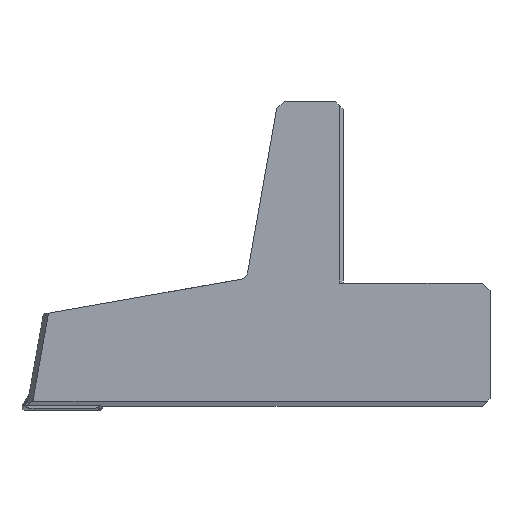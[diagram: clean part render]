
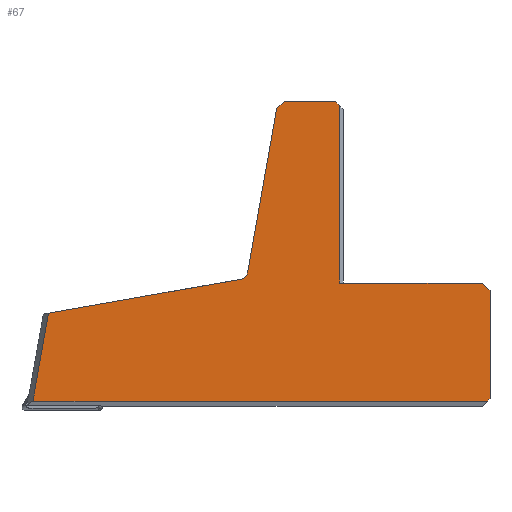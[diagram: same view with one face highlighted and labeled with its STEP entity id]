
A CAD part, front view. The second image highlights one B-rep face of the part: STEP entity #67.
In plain terms, the highlighted planar face has unit normal (0, -1, 0).
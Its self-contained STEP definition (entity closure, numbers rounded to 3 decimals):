
#60=CIRCLE('',#717,1.);
#67=ADVANCED_FACE('',(#132),#102,.F.);
#102=PLANE('',#718);
#132=FACE_OUTER_BOUND('',#167,.T.);
#167=EDGE_LOOP('',(#223,#224,#225,#226,#227,#228,#229,#230,#231,#232,#233,
#234,#235));
#223=ORIENTED_EDGE('',*,*,#456,.F.);
#224=ORIENTED_EDGE('',*,*,#457,.F.);
#225=ORIENTED_EDGE('',*,*,#458,.F.);
#226=ORIENTED_EDGE('',*,*,#459,.T.);
#227=ORIENTED_EDGE('',*,*,#460,.F.);
#228=ORIENTED_EDGE('',*,*,#461,.T.);
#229=ORIENTED_EDGE('',*,*,#445,.F.);
#230=ORIENTED_EDGE('',*,*,#442,.F.);
#231=ORIENTED_EDGE('',*,*,#462,.F.);
#232=ORIENTED_EDGE('',*,*,#463,.F.);
#233=ORIENTED_EDGE('',*,*,#464,.F.);
#234=ORIENTED_EDGE('',*,*,#465,.T.);
#235=ORIENTED_EDGE('',*,*,#466,.F.);
#383=VERTEX_POINT('',#951);
#384=VERTEX_POINT('',#953);
#386=VERTEX_POINT('',#959);
#393=VERTEX_POINT('',#981);
#394=VERTEX_POINT('',#982);
#395=VERTEX_POINT('',#984);
#396=VERTEX_POINT('',#986);
#397=VERTEX_POINT('',#988);
#398=VERTEX_POINT('',#990);
#399=VERTEX_POINT('',#993);
#400=VERTEX_POINT('',#995);
#401=VERTEX_POINT('',#997);
#402=VERTEX_POINT('',#999);
#442=EDGE_CURVE('',#383,#384,#532,.T.);
#445=EDGE_CURVE('',#384,#386,#535,.T.);
#456=EDGE_CURVE('',#393,#394,#546,.T.);
#457=EDGE_CURVE('',#395,#393,#547,.T.);
#458=EDGE_CURVE('',#396,#395,#548,.T.);
#459=EDGE_CURVE('',#396,#397,#549,.T.);
#460=EDGE_CURVE('',#398,#397,#60,.T.);
#461=EDGE_CURVE('',#398,#386,#550,.T.);
#462=EDGE_CURVE('',#399,#383,#551,.T.);
#463=EDGE_CURVE('',#400,#399,#552,.T.);
#464=EDGE_CURVE('',#401,#400,#553,.T.);
#465=EDGE_CURVE('',#401,#402,#554,.T.);
#466=EDGE_CURVE('',#394,#402,#555,.T.);
#532=LINE('',#952,#612);
#535=LINE('',#958,#615);
#546=LINE('',#980,#626);
#547=LINE('',#983,#627);
#548=LINE('',#985,#628);
#549=LINE('',#987,#629);
#550=LINE('',#991,#630);
#551=LINE('',#992,#631);
#552=LINE('',#994,#632);
#553=LINE('',#996,#633);
#554=LINE('',#998,#634);
#555=LINE('',#1000,#635);
#612=VECTOR('',#771,1.);
#615=VECTOR('',#776,1.);
#626=VECTOR('',#795,1.);
#627=VECTOR('',#796,1.);
#628=VECTOR('',#797,1.);
#629=VECTOR('',#798,1.);
#630=VECTOR('',#801,1.);
#631=VECTOR('',#802,1.);
#632=VECTOR('',#803,1.);
#633=VECTOR('',#804,1.);
#634=VECTOR('',#805,1.);
#635=VECTOR('',#806,1.);
#717=AXIS2_PLACEMENT_3D('',#989,#799,#800);
#718=AXIS2_PLACEMENT_3D('',#1001,#807,#808);
#771=DIRECTION('',(-1.,0.,0.));
#776=DIRECTION('',(0.174,0.,0.985));
#795=DIRECTION('',(0.707,0.,-0.707));
#796=DIRECTION('',(1.,0.,0.));
#797=DIRECTION('',(0.766,0.,0.643));
#798=DIRECTION('',(-0.174,0.,-0.985));
#799=DIRECTION('',(0.,-1.,0.));
#800=DIRECTION('',(0.174,0.,-0.985));
#801=DIRECTION('',(-0.985,0.,-0.174));
#802=DIRECTION('',(-0.707,0.,-0.707));
#803=DIRECTION('',(0.,0.,-1.));
#804=DIRECTION('',(0.707,0.,-0.707));
#805=DIRECTION('',(-1.,0.,0.));
#806=DIRECTION('',(0.,0.,-1.));
#807=DIRECTION('',(0.,1.,0.));
#808=DIRECTION('',(0.,0.,1.));
#951=CARTESIAN_POINT('',(18.7,-8.,-15.3));
#952=CARTESIAN_POINT('',(18.7,-8.,-15.3));
#953=CARTESIAN_POINT('',(-40.236,-8.,-15.3));
#958=CARTESIAN_POINT('',(-40.236,-8.,-15.3));
#959=CARTESIAN_POINT('',(-38.228,-8.,-3.911));
#980=CARTESIAN_POINT('',(-1.,-8.,23.5));
#981=CARTESIAN_POINT('',(-1.,-8.,23.5));
#982=CARTESIAN_POINT('',(-0.5,-8.,23.));
#983=CARTESIAN_POINT('',(-7.661,-8.,23.5));
#984=CARTESIAN_POINT('',(-7.661,-8.,23.5));
#985=CARTESIAN_POINT('',(-8.646,-8.,22.674));
#986=CARTESIAN_POINT('',(-8.646,-8.,22.674));
#987=CARTESIAN_POINT('',(-8.646,-8.,22.674));
#988=CARTESIAN_POINT('',(-12.413,-8.,1.309));
#989=CARTESIAN_POINT('',(-13.398,-8.,1.482));
#990=CARTESIAN_POINT('',(-13.224,-8.,0.498));
#991=CARTESIAN_POINT('',(-13.224,-8.,0.498));
#992=CARTESIAN_POINT('',(19.,-8.,-15.));
#993=CARTESIAN_POINT('',(19.,-8.,-15.));
#994=CARTESIAN_POINT('',(19.,-8.,-1.));
#995=CARTESIAN_POINT('',(19.,-8.,-1.));
#996=CARTESIAN_POINT('',(18.,-8.,0.));
#997=CARTESIAN_POINT('',(18.,-8.,0.));
#998=CARTESIAN_POINT('',(18.,-8.,0.));
#999=CARTESIAN_POINT('',(-0.5,-8.,0.));
#1000=CARTESIAN_POINT('',(-0.5,-8.,23.));
#1001=CARTESIAN_POINT('',(-48.037,-8.,-16.));
